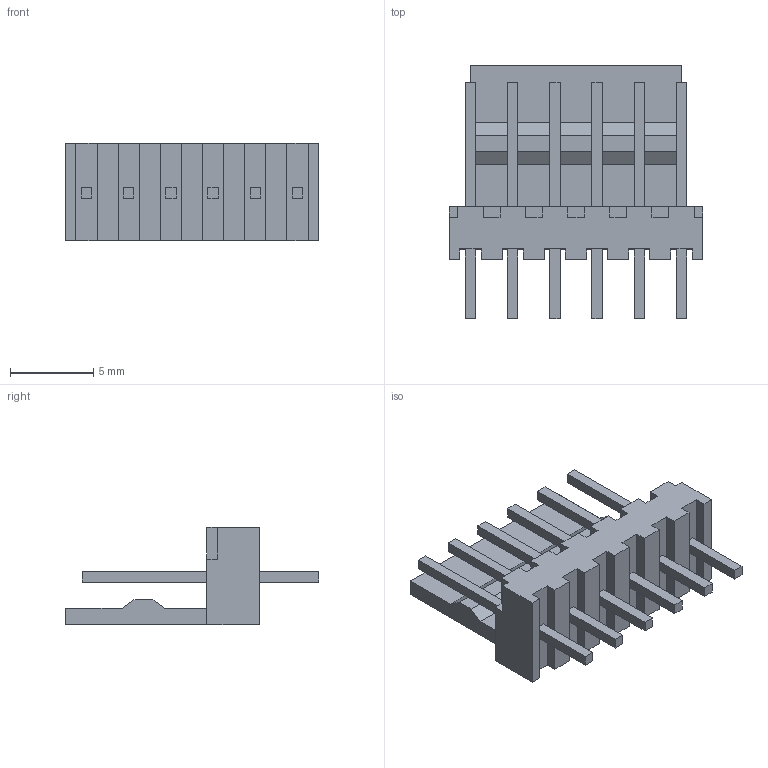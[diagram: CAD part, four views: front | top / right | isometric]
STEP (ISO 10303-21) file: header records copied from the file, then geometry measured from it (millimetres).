
FILE_DESCRIPTION (( 'STEP AP214' ), '1' );
FILE_NAME ('E9D28372-E0BE-4C44-ACF4-4647FAD40445.STEP', '2023-08-24T06:56:40', ( '' ), ( '' ), 'SwSTEP 2.0', 'SolidWorks 2022', '' );
FILE_SCHEMA (( 'AUTOMOTIVE_DESIGN' ));
Length unit declared in the file: inch
Products named in the file (1): E9D28372-E0BE-4C44-ACF4-4647FAD40445
Bounding box: 15.24 x 15.24 x 5.84 mm (x, y, z)
Volume: 394.4 mm3; surface area: 776.1 mm2
Topology: 1 solids, 1 shells, 124 faces, 330 edges, 220 vertices
Faces by surface type: plane 124
Entity records: 5426 total; most frequent: CARTESIAN_POINT 675, ORIENTED_EDGE 660, DIRECTION 580, VECTOR 330, LINE 330, EDGE_CURVE 330, VERTEX_POINT 220, EDGE_LOOP 136
